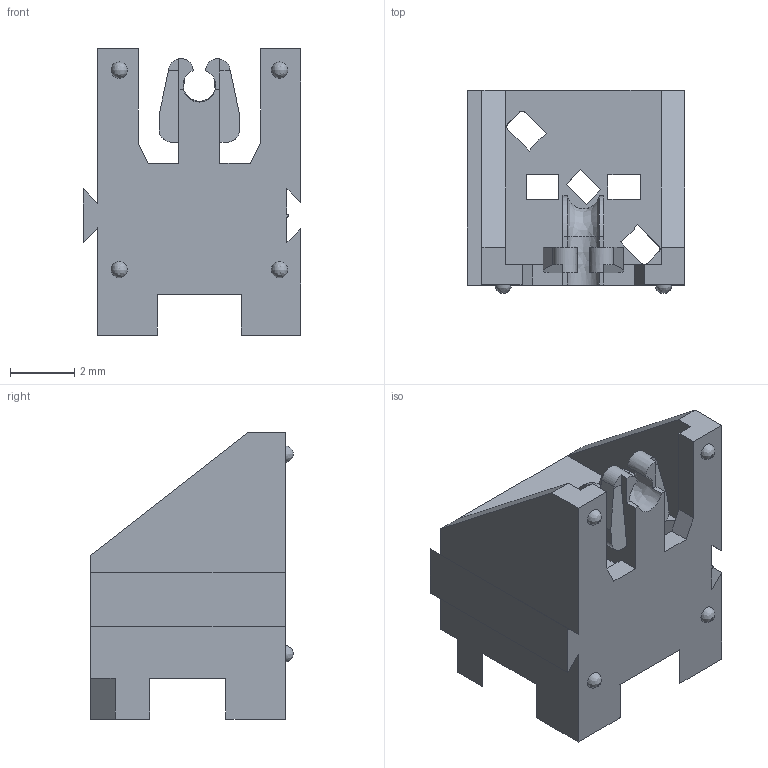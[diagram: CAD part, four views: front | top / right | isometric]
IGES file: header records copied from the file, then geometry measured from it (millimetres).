
Start section: SolidWorks IGES file using analytic representation for surfaces
Global section: file name: PCH_175.IGS; native system: SolidWorks 2018; preprocessor: SolidWorks 2018; author: chwang; date: 200608.084755; units: inch
Bounding box: 6.76 x 6.3 x 8.89 mm (x, y, z)
Volume: 137 mm3; surface area: 395.8 mm2
Topology: 1 solids, 1 shells, 235 faces, 656 edges, 430 vertices
Faces by surface type: plane 170, bspline 46, revolution 19
